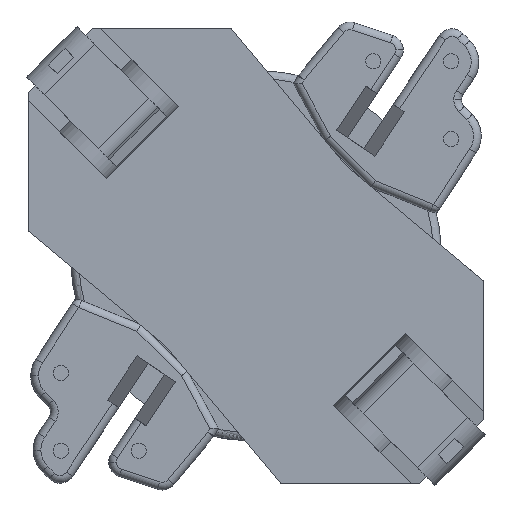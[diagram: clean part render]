
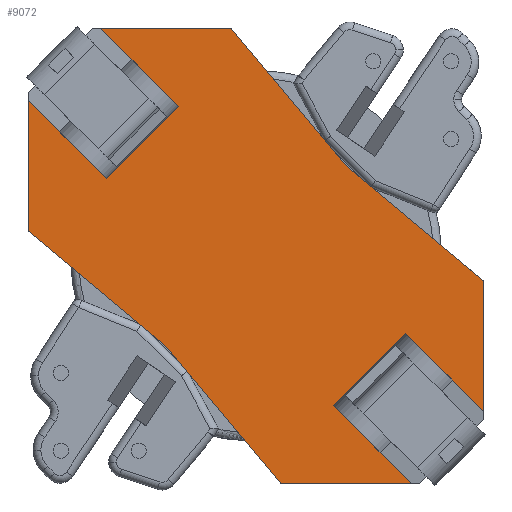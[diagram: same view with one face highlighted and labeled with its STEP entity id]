
A CAD part, front view. The second image highlights one B-rep face of the part: STEP entity #9072.
In plain terms, the highlighted face is planar.
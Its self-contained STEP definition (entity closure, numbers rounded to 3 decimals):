
#165 = CARTESIAN_POINT ( 'NONE',  ( 4.66, -5.81, 0. ) ) ;
#359 = LINE ( 'NONE', #8843, #8120 ) ;
#409 = ORIENTED_EDGE ( 'NONE', *, *, #5156, .T. ) ;
#428 = CARTESIAN_POINT ( 'NONE',  ( -1.66, -8.81, 0. ) ) ;
#579 = DIRECTION ( 'NONE',  ( 0., 1., 0. ) ) ;
#662 = CARTESIAN_POINT ( 'NONE',  ( 4.66, -5.81, 0. ) ) ;
#677 = LINE ( 'NONE', #5736, #8664 ) ;
#745 = ORIENTED_EDGE ( 'NONE', *, *, #7844, .T. ) ;
#766 = EDGE_CURVE ( 'NONE', #4327, #3053, #8379, .T. ) ;
#1099 = CARTESIAN_POINT ( 'NONE',  ( 1.66, -5.25, 0. ) ) ;
#1141 = DIRECTION ( 'NONE',  ( 0., 1., 0. ) ) ;
#1173 = EDGE_CURVE ( 'NONE', #2194, #4976, #8237, .T. ) ;
#1191 = DIRECTION ( 'NONE',  ( -1., 0., 0. ) ) ;
#1236 = ORIENTED_EDGE ( 'NONE', *, *, #1173, .T. ) ;
#1368 = VERTEX_POINT ( 'NONE', #165 ) ;
#1393 = DIRECTION ( 'NONE',  ( 0.707, 0.707, 0. ) ) ;
#1410 = DIRECTION ( 'NONE',  ( -0.707, -0.707, 0. ) ) ;
#1561 = ORIENTED_EDGE ( 'NONE', *, *, #2948, .T. ) ;
#1627 = ORIENTED_EDGE ( 'NONE', *, *, #1870, .T. ) ;
#1634 = VECTOR ( 'NONE', #5058, 1000. ) ;
#1750 = VERTEX_POINT ( 'NONE', #8988 ) ;
#1870 = EDGE_CURVE ( 'NONE', #6756, #9239, #8351, .T. ) ;
#1875 = CARTESIAN_POINT ( 'NONE',  ( 1.66, 5.25, 0. ) ) ;
#1918 = LINE ( 'NONE', #5582, #9912 ) ;
#1926 = PLANE ( 'NONE',  #9031 ) ;
#2171 = VERTEX_POINT ( 'NONE', #4903 ) ;
#2194 = VERTEX_POINT ( 'NONE', #3893 ) ;
#2245 = CARTESIAN_POINT ( 'NONE',  ( 1.66, -5.25, 0. ) ) ;
#2260 = DIRECTION ( 'NONE',  ( -0.087, 0.996, 0. ) ) ;
#2267 = ORIENTED_EDGE ( 'NONE', *, *, #8183, .T. ) ;
#2272 = VECTOR ( 'NONE', #1410, 1000. ) ;
#2323 = VERTEX_POINT ( 'NONE', #428 ) ;
#2495 = LINE ( 'NONE', #1099, #8462 ) ;
#2948 = EDGE_CURVE ( 'NONE', #4327, #2171, #9606, .T. ) ;
#3053 = VERTEX_POINT ( 'NONE', #7691 ) ;
#3446 = VERTEX_POINT ( 'NONE', #7782 ) ;
#3469 = EDGE_CURVE ( 'NONE', #4625, #1750, #677, .T. ) ;
#3697 = VECTOR ( 'NONE', #2260, 1000. ) ;
#3739 = VECTOR ( 'NONE', #579, 1000. ) ;
#3789 = CARTESIAN_POINT ( 'NONE',  ( 1.66, 5.25, 0. ) ) ;
#3799 = LINE ( 'NONE', #9335, #7467 ) ;
#3813 = CARTESIAN_POINT ( 'NONE',  ( -4.66, 5.81, 0. ) ) ;
#3893 = CARTESIAN_POINT ( 'NONE',  ( -1.66, 8.81, 0. ) ) ;
#3961 = LINE ( 'NONE', #5511, #9901 ) ;
#4034 = DIRECTION ( 'NONE',  ( 0.087, -0.996, 0. ) ) ;
#4130 = VERTEX_POINT ( 'NONE', #8322 ) ;
#4178 = FACE_OUTER_BOUND ( 'NONE', #5988, .T. ) ;
#4179 = VECTOR ( 'NONE', #8002, 1000. ) ;
#4197 = CARTESIAN_POINT ( 'NONE',  ( 4.15, 0., 0. ) ) ;
#4249 = CARTESIAN_POINT ( 'NONE',  ( 0., 0., 0. ) ) ;
#4327 = VERTEX_POINT ( 'NONE', #7006 ) ;
#4362 = EDGE_CURVE ( 'NONE', #1750, #3053, #3799, .T. ) ;
#4625 = VERTEX_POINT ( 'NONE', #4197 ) ;
#4903 = CARTESIAN_POINT ( 'NONE',  ( -1.66, 5.25, 0. ) ) ;
#4976 = VERTEX_POINT ( 'NONE', #6327 ) ;
#5058 = DIRECTION ( 'NONE',  ( -1., 0., 0. ) ) ;
#5096 = ORIENTED_EDGE ( 'NONE', *, *, #9820, .T. ) ;
#5156 = EDGE_CURVE ( 'NONE', #2171, #2194, #9956, .T. ) ;
#5511 = CARTESIAN_POINT ( 'NONE',  ( -4.15, 0., 0. ) ) ;
#5582 = CARTESIAN_POINT ( 'NONE',  ( -4.15, 0., 0. ) ) ;
#5594 = ORIENTED_EDGE ( 'NONE', *, *, #7535, .F. ) ;
#5627 = ORIENTED_EDGE ( 'NONE', *, *, #8256, .T. ) ;
#5736 = CARTESIAN_POINT ( 'NONE',  ( 4.15, 0., 0. ) ) ;
#5822 = DIRECTION ( 'NONE',  ( 0., 0., -1. ) ) ;
#5967 = ORIENTED_EDGE ( 'NONE', *, *, #4362, .T. ) ;
#5988 = EDGE_LOOP ( 'NONE', ( #5967, #8722, #1561, #409, #1236, #745, #5627, #5096, #5594, #8460, #1627, #2267, #8805, #7318 ) ) ;
#6279 = DIRECTION ( 'NONE',  ( 0.087, 0.996, 0. ) ) ;
#6327 = CARTESIAN_POINT ( 'NONE',  ( -4.66, 5.81, 0. ) ) ;
#6471 = CARTESIAN_POINT ( 'NONE',  ( -4.66, -5.81, 0. ) ) ;
#6558 = CARTESIAN_POINT ( 'NONE',  ( -1.66, 5.25, 0. ) ) ;
#6756 = VERTEX_POINT ( 'NONE', #8543 ) ;
#7006 = CARTESIAN_POINT ( 'NONE',  ( 1.66, 5.25, 0. ) ) ;
#7070 = DIRECTION ( 'NONE',  ( -0.707, 0.707, 0. ) ) ;
#7083 = LINE ( 'NONE', #6471, #8865 ) ;
#7298 = DIRECTION ( 'NONE',  ( 0.707, -0.707, 0. ) ) ;
#7307 = DIRECTION ( 'NONE',  ( -1., 0., 0. ) ) ;
#7309 = DIRECTION ( 'NONE',  ( 0., -1., 0. ) ) ;
#7318 = ORIENTED_EDGE ( 'NONE', *, *, #3469, .T. ) ;
#7467 = VECTOR ( 'NONE', #7070, 1000. ) ;
#7535 = EDGE_CURVE ( 'NONE', #3446, #2323, #359, .T. ) ;
#7691 = CARTESIAN_POINT ( 'NONE',  ( 1.66, 8.81, 0. ) ) ;
#7710 = CARTESIAN_POINT ( 'NONE',  ( 4.15, 0., 0. ) ) ;
#7782 = CARTESIAN_POINT ( 'NONE',  ( -1.66, -5.25, 0. ) ) ;
#7844 = EDGE_CURVE ( 'NONE', #4976, #4130, #1918, .T. ) ;
#8002 = DIRECTION ( 'NONE',  ( 0., -1., 0. ) ) ;
#8078 = VERTEX_POINT ( 'NONE', #9750 ) ;
#8084 = CARTESIAN_POINT ( 'NONE',  ( 1.66, -8.81, 0. ) ) ;
#8120 = VECTOR ( 'NONE', #7309, 1000. ) ;
#8183 = EDGE_CURVE ( 'NONE', #9239, #1368, #9080, .T. ) ;
#8237 = LINE ( 'NONE', #3813, #2272 ) ;
#8256 = EDGE_CURVE ( 'NONE', #4130, #8078, #3961, .T. ) ;
#8322 = CARTESIAN_POINT ( 'NONE',  ( -4.15, 0., 0. ) ) ;
#8351 = LINE ( 'NONE', #2245, #4179 ) ;
#8379 = LINE ( 'NONE', #1875, #3739 ) ;
#8460 = ORIENTED_EDGE ( 'NONE', *, *, #9217, .F. ) ;
#8462 = VECTOR ( 'NONE', #7307, 1000. ) ;
#8543 = CARTESIAN_POINT ( 'NONE',  ( 1.66, -5.25, 0. ) ) ;
#8664 = VECTOR ( 'NONE', #6279, 1000. ) ;
#8722 = ORIENTED_EDGE ( 'NONE', *, *, #766, .F. ) ;
#8805 = ORIENTED_EDGE ( 'NONE', *, *, #9547, .T. ) ;
#8827 = VECTOR ( 'NONE', #1393, 1000. ) ;
#8843 = CARTESIAN_POINT ( 'NONE',  ( -1.66, -5.25, 0. ) ) ;
#8865 = VECTOR ( 'NONE', #7298, 1000. ) ;
#8988 = CARTESIAN_POINT ( 'NONE',  ( 4.66, 5.81, 0. ) ) ;
#9031 = AXIS2_PLACEMENT_3D ( 'NONE', #4249, #5822, #1191 ) ;
#9072 = ADVANCED_FACE ( 'NONE', ( #4178 ), #1926, .F. ) ;
#9080 = LINE ( 'NONE', #662, #8827 ) ;
#9217 = EDGE_CURVE ( 'NONE', #6756, #3446, #2495, .T. ) ;
#9239 = VERTEX_POINT ( 'NONE', #8084 ) ;
#9335 = CARTESIAN_POINT ( 'NONE',  ( 4.66, 5.81, 0. ) ) ;
#9362 = DIRECTION ( 'NONE',  ( -0.087, -0.996, 0. ) ) ;
#9547 = EDGE_CURVE ( 'NONE', #1368, #4625, #9865, .T. ) ;
#9606 = LINE ( 'NONE', #3789, #1634 ) ;
#9707 = VECTOR ( 'NONE', #1141, 1000. ) ;
#9750 = CARTESIAN_POINT ( 'NONE',  ( -4.66, -5.81, 0. ) ) ;
#9820 = EDGE_CURVE ( 'NONE', #8078, #2323, #7083, .T. ) ;
#9865 = LINE ( 'NONE', #7710, #3697 ) ;
#9901 = VECTOR ( 'NONE', #9362, 1000. ) ;
#9912 = VECTOR ( 'NONE', #4034, 1000. ) ;
#9956 = LINE ( 'NONE', #6558, #9707 ) ;
